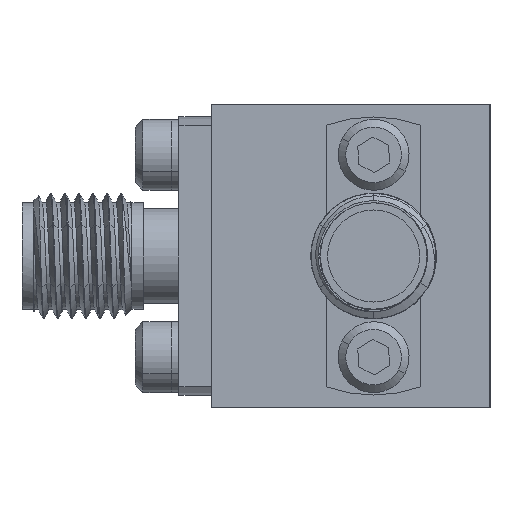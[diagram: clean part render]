
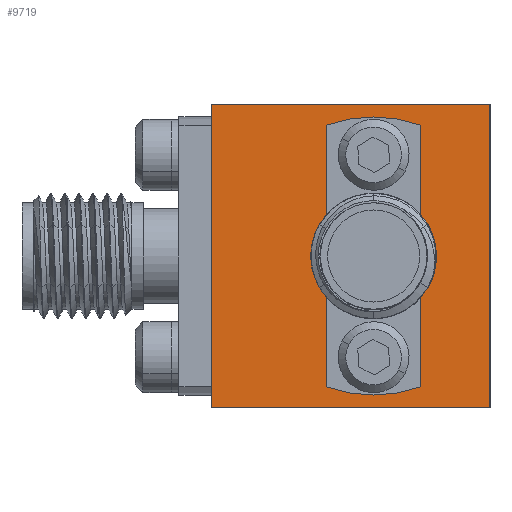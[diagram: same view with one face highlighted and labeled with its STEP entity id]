
A CAD part, left-side view. The second image highlights one B-rep face of the part: STEP entity #9719.
In plain terms, the highlighted planar face has unit normal (-1, 0, 0).
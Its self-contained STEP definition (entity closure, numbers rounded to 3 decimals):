
#9680=CARTESIAN_POINT('Axis2P3D Location',(-24.13,6.985,0.)) ;
#9685=CARTESIAN_POINT('Line Origine',(-24.13,6.985,0.)) ;
#9689=CARTESIAN_POINT('Vertex',(-24.13,6.985,-7.62)) ;
#9691=CARTESIAN_POINT('Vertex',(-24.13,6.985,7.62)) ;
#9694=CARTESIAN_POINT('Line Origine',(-24.13,0.,-7.62)) ;
#9698=CARTESIAN_POINT('Vertex',(-24.13,-6.985,-7.62)) ;
#9701=CARTESIAN_POINT('Line Origine',(-24.13,-6.985,0.)) ;
#9705=CARTESIAN_POINT('Vertex',(-24.13,-6.985,7.62)) ;
#9708=CARTESIAN_POINT('Line Origine',(-24.13,0.,7.62)) ;
#9681=DIRECTION('Axis2P3D Direction',(-1.,0.,0.)) ;
#9682=DIRECTION('Axis2P3D XDirection',(0.,-1.,0.)) ;
#9686=DIRECTION('Vector Direction',(0.,0.,1.)) ;
#9695=DIRECTION('Vector Direction',(0.,-1.,0.)) ;
#9702=DIRECTION('Vector Direction',(0.,0.,1.)) ;
#9709=DIRECTION('Vector Direction',(0.,-1.,0.)) ;
#9683=AXIS2_PLACEMENT_3D('Plane Axis2P3D',#9680,#9681,#9682) ;
#9714=ORIENTED_EDGE('',*,*,#9693,.F.) ;
#9715=ORIENTED_EDGE('',*,*,#9700,.T.) ;
#9716=ORIENTED_EDGE('',*,*,#9707,.T.) ;
#9717=ORIENTED_EDGE('',*,*,#9712,.F.) ;
#9687=VECTOR('Line Direction',#9686,1.) ;
#9696=VECTOR('Line Direction',#9695,1.) ;
#9703=VECTOR('Line Direction',#9702,1.) ;
#9710=VECTOR('Line Direction',#9709,1.) ;
#9719=ADVANCED_FACE('PartBody',(#9718),#9684,.T.) ;
#9693=EDGE_CURVE('',#9690,#9692,#9688,.T.) ;
#9700=EDGE_CURVE('',#9690,#9699,#9697,.T.) ;
#9707=EDGE_CURVE('',#9699,#9706,#9704,.T.) ;
#9712=EDGE_CURVE('',#9692,#9706,#9711,.T.) ;
#9713=EDGE_LOOP('',(#9714,#9715,#9716,#9717)) ;
#9718=FACE_OUTER_BOUND('',#9713,.T.) ;
#9688=LINE('Line',#9685,#9687) ;
#9697=LINE('Line',#9694,#9696) ;
#9704=LINE('Line',#9701,#9703) ;
#9711=LINE('Line',#9708,#9710) ;
#9684=PLANE('Plane',#9683) ;
#9690=VERTEX_POINT('',#9689) ;
#9692=VERTEX_POINT('',#9691) ;
#9699=VERTEX_POINT('',#9698) ;
#9706=VERTEX_POINT('',#9705) ;
